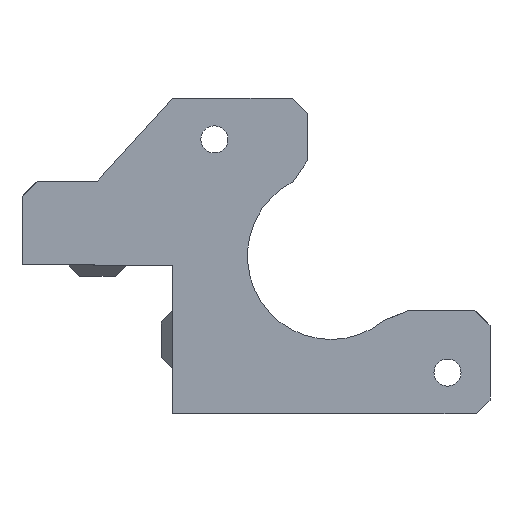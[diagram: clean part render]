
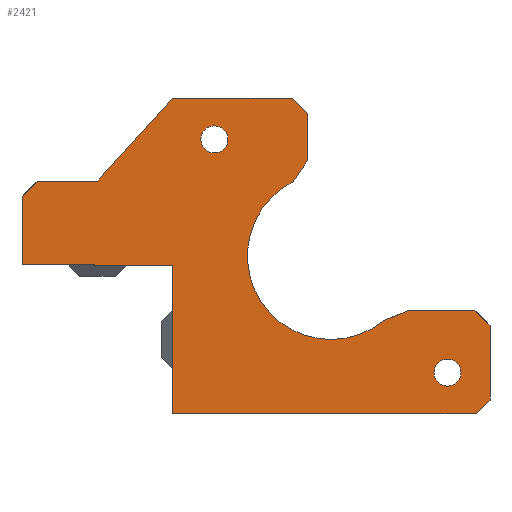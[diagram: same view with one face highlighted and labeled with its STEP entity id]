
A CAD part, left-side view. The second image highlights one B-rep face of the part: STEP entity #2421.
In plain terms, the highlighted planar face has unit normal (-1, 0, 0).
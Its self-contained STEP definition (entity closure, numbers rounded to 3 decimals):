
#41=FACE_BOUND('',#947,.T.);
#42=FACE_BOUND('',#948,.T.);
#52=CIRCLE('',#2568,11.1);
#53=CIRCLE('',#2569,1.8);
#54=CIRCLE('',#2570,1.8);
#157=LINE('',#3517,#440);
#166=LINE('',#3538,#449);
#168=LINE('',#3541,#451);
#174=LINE('',#3558,#457);
#176=LINE('',#3566,#459);
#179=LINE('',#3575,#462);
#180=LINE('',#3577,#463);
#197=LINE('',#3624,#480);
#221=LINE('',#3673,#504);
#225=LINE('',#3679,#508);
#229=LINE('',#3688,#512);
#230=LINE('',#3690,#513);
#231=LINE('',#3692,#514);
#232=LINE('',#3694,#515);
#233=LINE('',#3696,#516);
#234=LINE('',#3698,#517);
#235=LINE('',#3700,#518);
#236=LINE('',#3702,#519);
#440=VECTOR('',#2787,10.);
#449=VECTOR('',#2800,10.);
#451=VECTOR('',#2804,10.);
#457=VECTOR('',#2820,10.);
#459=VECTOR('',#2824,10.);
#462=VECTOR('',#2829,10.);
#463=VECTOR('',#2832,10.);
#480=VECTOR('',#2857,10.);
#504=VECTOR('',#2891,10.);
#508=VECTOR('',#2899,10.);
#512=VECTOR('',#2909,10.);
#513=VECTOR('',#2910,10.);
#514=VECTOR('',#2911,10.);
#515=VECTOR('',#2912,10.);
#516=VECTOR('',#2913,10.);
#517=VECTOR('',#2914,10.);
#518=VECTOR('',#2915,10.);
#519=VECTOR('',#2916,10.);
#697=PLANE('',#2567);
#811=FACE_OUTER_BOUND('',#946,.T.);
#946=EDGE_LOOP('',(#1906,#1907,#1908,#1909,#1910,#1911,#1912,#1913,#1914,
#1915,#1916,#1917,#1918,#1919,#1920,#1921,#1922,#1923,#1924));
#947=EDGE_LOOP('',(#1925));
#948=EDGE_LOOP('',(#1926));
#1123=VERTEX_POINT('',#3515);
#1124=VERTEX_POINT('',#3516);
#1130=VERTEX_POINT('',#3535);
#1131=VERTEX_POINT('',#3537);
#1136=VERTEX_POINT('',#3555);
#1137=VERTEX_POINT('',#3557);
#1139=VERTEX_POINT('',#3565);
#1141=VERTEX_POINT('',#3573);
#1156=VERTEX_POINT('',#3621);
#1157=VERTEX_POINT('',#3623);
#1177=VERTEX_POINT('',#3671);
#1179=VERTEX_POINT('',#3687);
#1180=VERTEX_POINT('',#3689);
#1181=VERTEX_POINT('',#3691);
#1182=VERTEX_POINT('',#3693);
#1183=VERTEX_POINT('',#3695);
#1184=VERTEX_POINT('',#3697);
#1185=VERTEX_POINT('',#3699);
#1186=VERTEX_POINT('',#3701);
#1187=VERTEX_POINT('',#3704);
#1188=VERTEX_POINT('',#3706);
#1377=EDGE_CURVE('',#1123,#1124,#157,.T.);
#1387=EDGE_CURVE('',#1130,#1131,#166,.T.);
#1389=EDGE_CURVE('',#1130,#1123,#168,.T.);
#1397=EDGE_CURVE('',#1136,#1137,#174,.T.);
#1400=EDGE_CURVE('',#1139,#1137,#176,.T.);
#1404=EDGE_CURVE('',#1136,#1141,#179,.T.);
#1405=EDGE_CURVE('',#1131,#1141,#180,.T.);
#1423=EDGE_CURVE('',#1156,#1157,#197,.T.);
#1448=EDGE_CURVE('',#1177,#1124,#221,.T.);
#1452=EDGE_CURVE('',#1177,#1157,#225,.T.);
#1456=EDGE_CURVE('',#1156,#1179,#229,.T.);
#1457=EDGE_CURVE('',#1179,#1180,#230,.T.);
#1458=EDGE_CURVE('',#1181,#1180,#231,.T.);
#1459=EDGE_CURVE('',#1181,#1182,#232,.T.);
#1460=EDGE_CURVE('',#1183,#1182,#233,.T.);
#1461=EDGE_CURVE('',#1184,#1183,#234,.T.);
#1462=EDGE_CURVE('',#1184,#1185,#235,.T.);
#1463=EDGE_CURVE('',#1186,#1185,#236,.T.);
#1464=EDGE_CURVE('',#1139,#1186,#52,.T.);
#1465=EDGE_CURVE('',#1187,#1187,#53,.T.);
#1466=EDGE_CURVE('',#1188,#1188,#54,.T.);
#1906=ORIENTED_EDGE('',*,*,#1456,.T.);
#1907=ORIENTED_EDGE('',*,*,#1457,.T.);
#1908=ORIENTED_EDGE('',*,*,#1458,.F.);
#1909=ORIENTED_EDGE('',*,*,#1459,.T.);
#1910=ORIENTED_EDGE('',*,*,#1460,.F.);
#1911=ORIENTED_EDGE('',*,*,#1461,.F.);
#1912=ORIENTED_EDGE('',*,*,#1462,.T.);
#1913=ORIENTED_EDGE('',*,*,#1463,.F.);
#1914=ORIENTED_EDGE('',*,*,#1464,.F.);
#1915=ORIENTED_EDGE('',*,*,#1400,.T.);
#1916=ORIENTED_EDGE('',*,*,#1397,.F.);
#1917=ORIENTED_EDGE('',*,*,#1404,.T.);
#1918=ORIENTED_EDGE('',*,*,#1405,.F.);
#1919=ORIENTED_EDGE('',*,*,#1387,.F.);
#1920=ORIENTED_EDGE('',*,*,#1389,.T.);
#1921=ORIENTED_EDGE('',*,*,#1377,.T.);
#1922=ORIENTED_EDGE('',*,*,#1448,.F.);
#1923=ORIENTED_EDGE('',*,*,#1452,.T.);
#1924=ORIENTED_EDGE('',*,*,#1423,.F.);
#1925=ORIENTED_EDGE('',*,*,#1465,.T.);
#1926=ORIENTED_EDGE('',*,*,#1466,.F.);
#2421=ADVANCED_FACE('',(#811,#41,#42),#697,.F.);
#2567=AXIS2_PLACEMENT_3D('',#3686,#2907,#2908);
#2568=AXIS2_PLACEMENT_3D('',#3703,#2917,#2918);
#2569=AXIS2_PLACEMENT_3D('',#3705,#2919,#2920);
#2570=AXIS2_PLACEMENT_3D('',#3707,#2921,#2922);
#2787=DIRECTION('',(0.,1.,0.));
#2800=DIRECTION('',(0.,-0.671,0.742));
#2804=DIRECTION('',(0.,0.,-1.));
#2820=DIRECTION('',(0.,0.,-1.));
#2824=DIRECTION('',(0.,-0.562,0.827));
#2829=DIRECTION('',(0.,0.707,0.707));
#2832=DIRECTION('',(0.,-1.,0.));
#2857=DIRECTION('',(0.,1.,0.));
#2891=DIRECTION('',(0.,-0.707,0.707));
#2899=DIRECTION('',(0.,0.,-1.));
#2907=DIRECTION('center_axis',(1.,0.,0.));
#2908=DIRECTION('ref_axis',(0.,1.,0.));
#2909=DIRECTION('',(0.,0.,-1.));
#2910=DIRECTION('',(0.,0.,-1.));
#2911=DIRECTION('',(0.,1.,0.));
#2912=DIRECTION('',(0.,-0.707,0.707));
#2913=DIRECTION('',(0.,0.,-1.));
#2914=DIRECTION('',(0.,-0.707,-0.707));
#2915=DIRECTION('',(0.,1.,0.));
#2916=DIRECTION('',(0.,-0.926,0.378));
#2917=DIRECTION('center_axis',(-1.,0.,0.));
#2918=DIRECTION('ref_axis',(0.,1.,0.));
#2919=DIRECTION('center_axis',(1.,0.,0.));
#2920=DIRECTION('ref_axis',(0.,-1.,0.));
#2921=DIRECTION('center_axis',(-1.,0.,0.));
#2922=DIRECTION('ref_axis',(0.,1.,0.));
#3515=CARTESIAN_POINT('',(11.575,79.271,-300.573));
#3516=CARTESIAN_POINT('',(11.575,87.318,-300.571));
#3517=CARTESIAN_POINT('',(11.575,66.632,-300.576));
#3535=CARTESIAN_POINT('',(11.575,79.271,-300.572));
#3537=CARTESIAN_POINT('',(11.575,69.3,-289.54));
#3538=CARTESIAN_POINT('',(11.575,74.469,-295.259));
#3541=CARTESIAN_POINT('',(11.575,79.272,-306.698));
#3555=CARTESIAN_POINT('',(11.575,51.388,-291.544));
#3557=CARTESIAN_POINT('',(11.575,51.389,-297.898));
#3558=CARTESIAN_POINT('',(11.575,51.391,-305.355));
#3565=CARTESIAN_POINT('',(11.575,53.249,-300.635));
#3566=CARTESIAN_POINT('',(11.575,56.803,-305.869));
#3573=CARTESIAN_POINT('',(11.575,53.387,-289.543));
#3575=CARTESIAN_POINT('',(11.575,48.29,-294.643));
#3577=CARTESIAN_POINT('',(11.575,55.334,-289.543));
#3621=CARTESIAN_POINT('',(11.575,69.33,-311.741));
#3623=CARTESIAN_POINT('',(11.575,89.32,-311.736));
#3624=CARTESIAN_POINT('',(11.575,66.634,-311.741));
#3671=CARTESIAN_POINT('',(11.575,89.318,-302.571));
#3673=CARTESIAN_POINT('',(11.575,82.121,-295.376));
#3679=CARTESIAN_POINT('',(11.575,89.32,-309.725));
#3686=CARTESIAN_POINT('Origin',(11.575,51.286,-313.829));
#3687=CARTESIAN_POINT('',(11.575,69.331,-320.639));
#3688=CARTESIAN_POINT('',(11.575,69.33,-312.184));
#3689=CARTESIAN_POINT('',(11.575,69.333,-331.535));
#3690=CARTESIAN_POINT('',(11.575,69.33,-312.184));
#3691=CARTESIAN_POINT('',(11.575,28.942,-331.544));
#3692=CARTESIAN_POINT('',(11.575,54.75,-331.538));
#3693=CARTESIAN_POINT('',(11.575,27.091,-329.693));
#3694=CARTESIAN_POINT('',(11.575,29.674,-332.276));
#3695=CARTESIAN_POINT('',(11.575,27.091,-319.732));
#3696=CARTESIAN_POINT('',(11.575,27.091,-315.781));
#3697=CARTESIAN_POINT('',(11.575,29.091,-317.732));
#3698=CARTESIAN_POINT('',(11.575,35.115,-311.707));
#3699=CARTESIAN_POINT('',(11.575,37.784,-317.732));
#3700=CARTESIAN_POINT('',(11.575,44.898,-317.732));
#3701=CARTESIAN_POINT('',(11.575,41.212,-319.132));
#3702=CARTESIAN_POINT('',(11.575,47.17,-321.568));
#3703=CARTESIAN_POINT('Origin',(11.575,48.241,-310.542));
#3704=CARTESIAN_POINT('',(11.575,65.541,-295.042));
#3705=CARTESIAN_POINT('Origin',(11.575,63.741,-295.042));
#3706=CARTESIAN_POINT('',(11.575,30.941,-326.042));
#3707=CARTESIAN_POINT('Origin',(11.575,32.741,-326.042));
